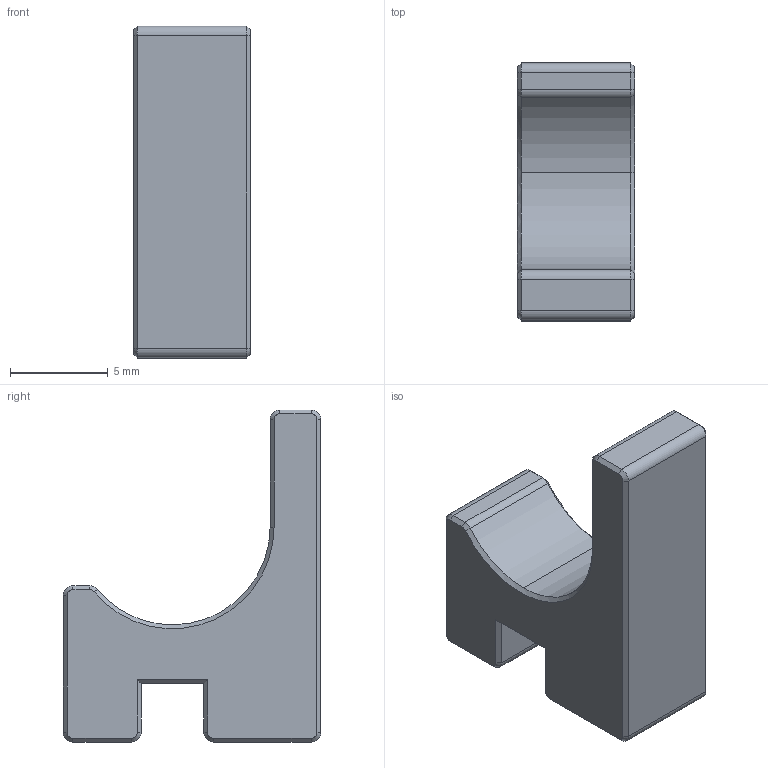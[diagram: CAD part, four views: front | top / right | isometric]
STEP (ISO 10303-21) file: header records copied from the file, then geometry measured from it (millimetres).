
FILE_DESCRIPTION (( 'STEP AP203' ), '1' );
FILE_NAME ('肮祭湍覃誹ん_3.STEP', '2023-09-07T06:50:52', ( 'Leo' ), ( '' ), 'SwSTEP 2.0', 'SolidWorks 2018', '' );
FILE_SCHEMA (( 'CONFIG_CONTROL_DESIGN' ));
Length unit declared in the file: millimetre
Products named in the file (1): 肮祭湍覃誹ん_3
Bounding box: 6 x 13.2 x 17 mm (x, y, z)
Volume: 650.1 mm3; surface area: 594.3 mm2
Topology: 1 solids, 1 shells, 61 faces, 138 edges, 79 vertices
Faces by surface type: plane 32, cone 19, cylinder 10
Entity records: 1736 total; most frequent: DIRECTION 301, CARTESIAN_POINT 279, ORIENTED_EDGE 276, EDGE_CURVE 138, AXIS2_PLACEMENT_3D 101, VECTOR 99, LINE 99, VERTEX_POINT 79
